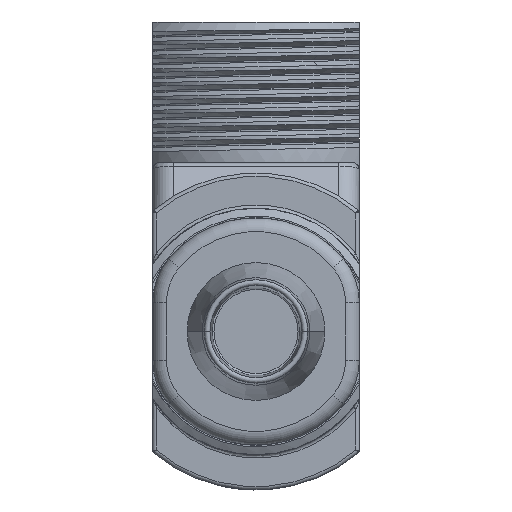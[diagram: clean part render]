
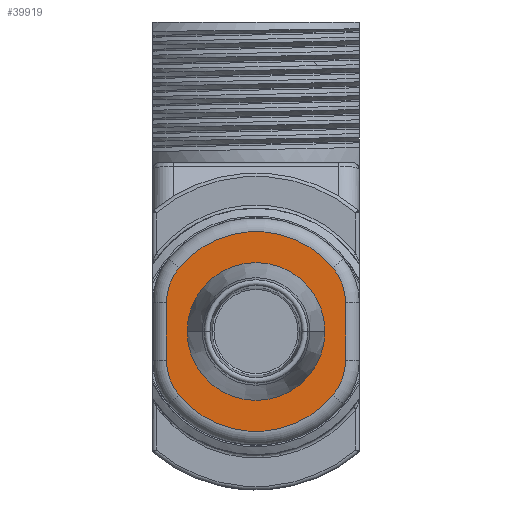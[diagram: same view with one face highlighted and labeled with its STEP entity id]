
A CAD part, front view. The second image highlights one B-rep face of the part: STEP entity #39919.
In plain terms, the highlighted planar face has unit normal (0, -1, 0).
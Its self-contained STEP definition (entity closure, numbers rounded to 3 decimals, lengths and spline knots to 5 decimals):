
#8216=CARTESIAN_POINT('',(0.09843,-1.7874,
-0.11719));
#8217=DIRECTION('',(0.,-1.,0.));
#8218=DIRECTION('',(0.769,0.,-0.639));
#8219=AXIS2_PLACEMENT_3D('',#8216,#8217,#8218);
#8221=CARTESIAN_POINT('',(0.,-1.7874,-0.03543));
#8222=DIRECTION('',(0.,-1.,0.));
#8223=DIRECTION('',(-0.769,0.,-0.639));
#8224=AXIS2_PLACEMENT_3D('',#8221,#8222,#8223);
#8226=CARTESIAN_POINT('',(-0.09843,-1.7874,
-0.11719));
#8227=DIRECTION('',(0.,-1.,0.));
#8228=DIRECTION('',(-1.,0.,0.));
#8229=AXIS2_PLACEMENT_3D('',#8226,#8227,#8228);
#8231=DIRECTION('',(0.,0.,-1.));
#8232=VECTOR('',#8231,0.16352);
#8233=CARTESIAN_POINT('',(-0.25591,-1.7874,
0.04633));
#8234=LINE('',#8233,#8232);
#8235=CARTESIAN_POINT('',(-0.09843,-1.7874,
0.04633));
#8236=DIRECTION('',(0.,-1.,0.));
#8237=DIRECTION('',(-0.769,0.,0.639));
#8238=AXIS2_PLACEMENT_3D('',#8235,#8236,#8237);
#8240=CARTESIAN_POINT('',(0.,-1.7874,-0.03543));
#8241=DIRECTION('',(0.,-1.,0.));
#8242=DIRECTION('',(0.769,0.,0.639));
#8243=AXIS2_PLACEMENT_3D('',#8240,#8241,#8242);
#8245=CARTESIAN_POINT('',(0.09843,-1.7874,
0.04633));
#8246=DIRECTION('',(0.,-1.,0.));
#8247=DIRECTION('',(1.,0.,0.));
#8248=AXIS2_PLACEMENT_3D('',#8245,#8246,#8247);
#8250=DIRECTION('',(0.,0.,1.));
#8251=VECTOR('',#8250,0.16352);
#8252=CARTESIAN_POINT('',(0.25591,-1.7874,
-0.11719));
#8253=LINE('',#8252,#8251);
#8254=CARTESIAN_POINT('',(0.,-1.7874,-0.03543));
#8255=DIRECTION('',(0.,-1.,0.));
#8256=DIRECTION('',(1.,0.,0.));
#8257=AXIS2_PLACEMENT_3D('',#8254,#8255,#8256);
#8259=CARTESIAN_POINT('',(0.,-1.7874,-0.03543));
#8260=DIRECTION('',(0.,-1.,0.));
#8261=DIRECTION('',(-1.,0.,0.));
#8262=AXIS2_PLACEMENT_3D('',#8259,#8260,#8261);
#28111=CARTESIAN_POINT('',(0.21956,-1.7874,
-0.21782));
#28112=CARTESIAN_POINT('',(0.25591,-1.7874,
-0.11719));
#28113=VERTEX_POINT('',#28111);
#28114=VERTEX_POINT('',#28112);
#28119=CARTESIAN_POINT('',(0.25591,-1.7874,
0.04633));
#28120=VERTEX_POINT('',#28119);
#28123=CARTESIAN_POINT('',(0.21956,-1.7874,
0.14695));
#28124=VERTEX_POINT('',#28123);
#28127=CARTESIAN_POINT('',(-0.21956,-1.7874,
0.14695));
#28128=VERTEX_POINT('',#28127);
#28131=CARTESIAN_POINT('',(-0.25591,-1.7874,
0.04633));
#28132=VERTEX_POINT('',#28131);
#28135=CARTESIAN_POINT('',(-0.25591,-1.7874,
-0.11719));
#28136=VERTEX_POINT('',#28135);
#28139=CARTESIAN_POINT('',(-0.21956,-1.7874,
-0.21782));
#28140=VERTEX_POINT('',#28139);
#28315=CARTESIAN_POINT('',(0.19685,-1.7874,
-0.03543));
#28316=CARTESIAN_POINT('',(-0.19685,-1.7874,
-0.03543));
#28317=VERTEX_POINT('',#28315);
#28318=VERTEX_POINT('',#28316);
#39891=CARTESIAN_POINT('',(0.,-1.7874,-0.03543));
#39892=DIRECTION('',(0.,1.,0.));
#39893=DIRECTION('',(1.,0.,0.));
#39894=AXIS2_PLACEMENT_3D('',#39891,#39892,#39893);
#39895=PLANE('',#39894);
#39897=ORIENTED_EDGE('',*,*,#39896,.F.);
#39899=ORIENTED_EDGE('',*,*,#39898,.F.);
#39901=ORIENTED_EDGE('',*,*,#39900,.F.);
#39903=ORIENTED_EDGE('',*,*,#39902,.F.);
#39905=ORIENTED_EDGE('',*,*,#39904,.F.);
#39907=ORIENTED_EDGE('',*,*,#39906,.F.);
#39909=ORIENTED_EDGE('',*,*,#39908,.F.);
#39911=ORIENTED_EDGE('',*,*,#39910,.F.);
#39912=EDGE_LOOP('',(#39897,#39899,#39901,#39903,#39905,#39907,#39909,#39911));
#39913=FACE_OUTER_BOUND('',#39912,.F.);
#39915=ORIENTED_EDGE('',*,*,#39914,.T.);
#39916=ORIENTED_EDGE('',*,*,#39881,.T.);
#39917=EDGE_LOOP('',(#39915,#39916));
#39918=FACE_BOUND('',#39917,.F.);
#39919=ADVANCED_FACE('',(#39913,#39918),#39895,.F.);
#8220=CIRCLE('',#8219,0.15748);
#8225=CIRCLE('',#8224,0.28543);
#8230=CIRCLE('',#8229,0.15748);
#8239=CIRCLE('',#8238,0.15748);
#8244=CIRCLE('',#8243,0.28543);
#8249=CIRCLE('',#8248,0.15748);
#8258=CIRCLE('',#8257,0.19685);
#8263=CIRCLE('',#8262,0.19685);
#39881=EDGE_CURVE('',#28318,#28317,#8263,.T.);
#39896=EDGE_CURVE('',#28113,#28114,#8220,.T.);
#39898=EDGE_CURVE('',#28140,#28113,#8225,.T.);
#39900=EDGE_CURVE('',#28136,#28140,#8230,.T.);
#39902=EDGE_CURVE('',#28132,#28136,#8234,.T.);
#39904=EDGE_CURVE('',#28128,#28132,#8239,.T.);
#39906=EDGE_CURVE('',#28124,#28128,#8244,.T.);
#39908=EDGE_CURVE('',#28120,#28124,#8249,.T.);
#39910=EDGE_CURVE('',#28114,#28120,#8253,.T.);
#39914=EDGE_CURVE('',#28317,#28318,#8258,.T.);
